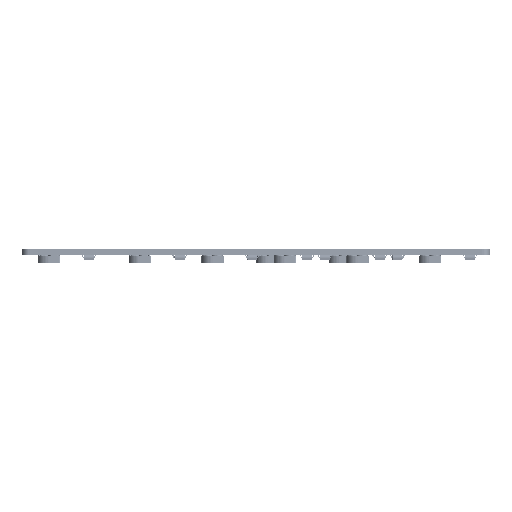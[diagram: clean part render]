
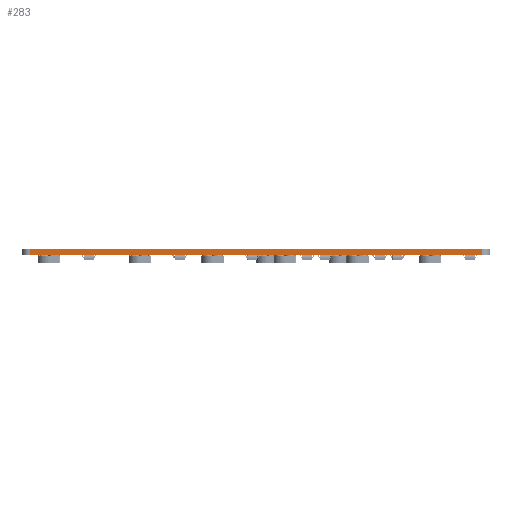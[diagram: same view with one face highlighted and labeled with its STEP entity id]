
A CAD part, left-side view. The second image highlights one B-rep face of the part: STEP entity #283.
In plain terms, the highlighted planar face has unit normal (-1, 0, 0).
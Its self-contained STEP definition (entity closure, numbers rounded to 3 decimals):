
#223 = VERTEX_POINT('',#224);
#224 = CARTESIAN_POINT('',(-11.,-35.35,-1.6));
#231 = EDGE_CURVE('',#232,#223,#234,.T.);
#232 = VERTEX_POINT('',#233);
#233 = CARTESIAN_POINT('',(-11.,-35.35,0.));
#234 = LINE('',#235,#236);
#235 = CARTESIAN_POINT('',(-11.,-35.35,0.));
#236 = VECTOR('',#237,1.);
#237 = DIRECTION('',(0.,0.,-1.));
#254 = EDGE_CURVE('',#255,#257,#259,.T.);
#255 = VERTEX_POINT('',#256);
#256 = CARTESIAN_POINT('',(-11.,-154.2,0.));
#257 = VERTEX_POINT('',#258);
#258 = CARTESIAN_POINT('',(-11.,-154.2,-1.6));
#259 = LINE('',#260,#261);
#260 = CARTESIAN_POINT('',(-11.,-154.2,0.));
#261 = VECTOR('',#262,1.);
#262 = DIRECTION('',(0.,0.,-1.));
#283 = ADVANCED_FACE('',(#284),#300,.F.);
#284 = FACE_BOUND('',#285,.F.);
#285 = EDGE_LOOP('',(#286,#287,#293,#294));
#286 = ORIENTED_EDGE('',*,*,#254,.T.);
#287 = ORIENTED_EDGE('',*,*,#288,.T.);
#288 = EDGE_CURVE('',#257,#223,#289,.T.);
#289 = LINE('',#290,#291);
#290 = CARTESIAN_POINT('',(-11.,-154.2,-1.6));
#291 = VECTOR('',#292,1.);
#292 = DIRECTION('',(0.,1.,0.));
#293 = ORIENTED_EDGE('',*,*,#231,.F.);
#294 = ORIENTED_EDGE('',*,*,#295,.F.);
#295 = EDGE_CURVE('',#255,#232,#296,.T.);
#296 = LINE('',#297,#298);
#297 = CARTESIAN_POINT('',(-11.,-154.2,0.));
#298 = VECTOR('',#299,1.);
#299 = DIRECTION('',(0.,1.,0.));
#300 = PLANE('',#301);
#301 = AXIS2_PLACEMENT_3D('',#302,#303,#304);
#302 = CARTESIAN_POINT('',(-11.,-154.2,0.));
#303 = DIRECTION('',(1.,0.,0.));
#304 = DIRECTION('',(0.,1.,0.));
